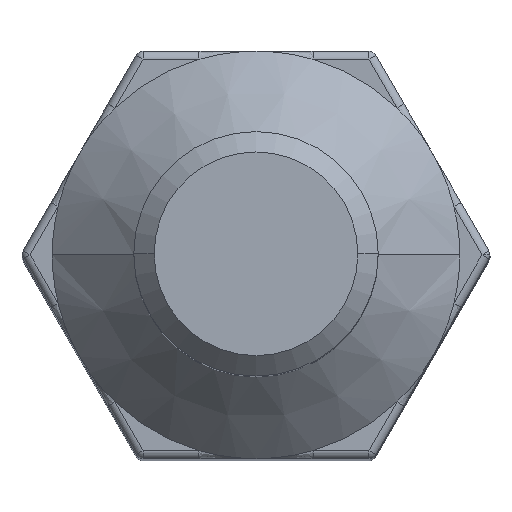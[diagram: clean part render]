
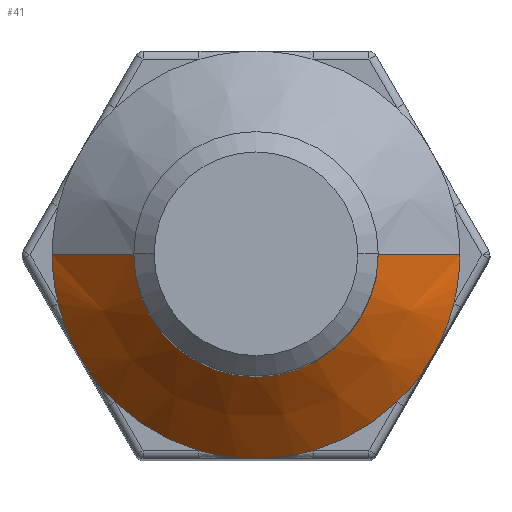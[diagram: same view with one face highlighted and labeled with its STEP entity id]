
A CAD part, top view. The second image highlights one B-rep face of the part: STEP entity #41.
In plain terms, the highlighted conical face has half-angle 45 degrees and reference radius 1.5 mm.
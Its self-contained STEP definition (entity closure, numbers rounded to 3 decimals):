
#7 = AXIS2_PLACEMENT_3D ( 'NONE', #187, #1418, #349 ) ;
#11 = CARTESIAN_POINT ( 'NONE',  ( 2.428, -0.594, 0. ) ) ;
#41 = ADVANCED_FACE ( 'NONE', ( #1693 ), #1668, .T. ) ;
#68 = AXIS2_PLACEMENT_3D ( 'NONE', #849, #2138, #1036 ) ;
#71 = AXIS2_PLACEMENT_3D ( 'NONE', #1509, #419, #1726 ) ;
#73 = CIRCLE ( 'NONE', #86, 2.5 ) ;
#86 = AXIS2_PLACEMENT_3D ( 'NONE', #1470, #1463, #1456 ) ;
#92 = CARTESIAN_POINT ( 'NONE',  ( 2.165, -1.25, 0. ) ) ;
#148 = DIRECTION ( 'NONE',  ( -1., 0., 0. ) ) ;
#174 = AXIS2_PLACEMENT_3D ( 'NONE', #1831, #668, #1997 ) ;
#186 = DIRECTION ( 'NONE',  ( -1., 0., 0. ) ) ;
#187 = CARTESIAN_POINT ( 'NONE',  ( 0., 0., 0. ) ) ;
#189 = AXIS2_PLACEMENT_3D ( 'NONE', #1610, #504, #1824 ) ;
#203 = AXIS2_PLACEMENT_3D ( 'NONE', #623, #1954, #802 ) ;
#216 = AXIS2_PLACEMENT_3D ( 'NONE', #1362, #305, #1550 ) ;
#218 = VECTOR ( 'NONE', #1011, 1000. ) ;
#220 = LINE ( 'NONE', #951, #218 ) ;
#230 = CARTESIAN_POINT ( 'NONE',  ( 0.7, -2.4, 0. ) ) ;
#234 = AXIS2_PLACEMENT_3D ( 'NONE', #2238, #1189, #148 ) ;
#270 = CIRCLE ( 'NONE', #704, 2.5 ) ;
#305 = DIRECTION ( 'NONE',  ( 0., 0., 1. ) ) ;
#327 = DIRECTION ( 'NONE',  ( 0., 0., -1. ) ) ;
#349 = DIRECTION ( 'NONE',  ( 1., 0., 0. ) ) ;
#359 = CARTESIAN_POINT ( 'NONE',  ( -2.5, 0., 0. ) ) ;
#419 = DIRECTION ( 'NONE',  ( 0., 0., 1. ) ) ;
#504 = DIRECTION ( 'NONE',  ( 0., 0., 1. ) ) ;
#526 = CARTESIAN_POINT ( 'NONE',  ( -2.165, -1.25, 0. ) ) ;
#597 = AXIS2_PLACEMENT_3D ( 'NONE', #1022, #327, #186 ) ;
#623 = CARTESIAN_POINT ( 'NONE',  ( 0., 0., 0. ) ) ;
#668 = DIRECTION ( 'NONE',  ( 0., 0., 1. ) ) ;
#704 = AXIS2_PLACEMENT_3D ( 'NONE', #1343, #1335, #1326 ) ;
#741 = AXIS2_PLACEMENT_3D ( 'NONE', #1987, #839, #2130 ) ;
#766 = CARTESIAN_POINT ( 'NONE',  ( -1.5, 0., 1. ) ) ;
#802 = DIRECTION ( 'NONE',  ( 1., 0., 0. ) ) ;
#839 = DIRECTION ( 'NONE',  ( 0., 0., 1. ) ) ;
#849 = CARTESIAN_POINT ( 'NONE',  ( 0., 0., 0. ) ) ;
#878 = CARTESIAN_POINT ( 'NONE',  ( 0., -2.5, 0. ) ) ;
#951 = CARTESIAN_POINT ( 'NONE',  ( 1.5, 0., 1. ) ) ;
#1011 = DIRECTION ( 'NONE',  ( 0.707, 0., -0.707 ) ) ;
#1022 = CARTESIAN_POINT ( 'NONE',  ( 0., 0., 1. ) ) ;
#1036 = DIRECTION ( 'NONE',  ( 1., 0., 0. ) ) ;
#1052 = CARTESIAN_POINT ( 'NONE',  ( -0.7, -2.4, 0. ) ) ;
#1066 = ORIENTED_EDGE ( 'NONE', *, *, #1417, .F. ) ;
#1067 = ORIENTED_EDGE ( 'NONE', *, *, #1591, .T. ) ;
#1084 = ORIENTED_EDGE ( 'NONE', *, *, #1512, .T. ) ;
#1087 = ORIENTED_EDGE ( 'NONE', *, *, #1458, .T. ) ;
#1088 = ORIENTED_EDGE ( 'NONE', *, *, #1583, .T. ) ;
#1094 = ORIENTED_EDGE ( 'NONE', *, *, #1578, .T. ) ;
#1124 = ORIENTED_EDGE ( 'NONE', *, *, #1682, .T. ) ;
#1148 = ORIENTED_EDGE ( 'NONE', *, *, #1660, .T. ) ;
#1175 = ORIENTED_EDGE ( 'NONE', *, *, #1687, .T. ) ;
#1181 = ORIENTED_EDGE ( 'NONE', *, *, #1696, .T. ) ;
#1183 = ORIENTED_EDGE ( 'NONE', *, *, #1700, .T. ) ;
#1188 = ORIENTED_EDGE ( 'NONE', *, *, #1402, .T. ) ;
#1189 = DIRECTION ( 'NONE',  ( 0., 0., -1. ) ) ;
#1210 = ORIENTED_EDGE ( 'NONE', *, *, #1499, .T. ) ;
#1247 = CARTESIAN_POINT ( 'NONE',  ( -2.428, -0.594, 0. ) ) ;
#1321 = DIRECTION ( 'NONE',  ( -0.707, 0., -0.707 ) ) ;
#1326 = DIRECTION ( 'NONE',  ( 1., 0., 0. ) ) ;
#1335 = DIRECTION ( 'NONE',  ( 0., 0., 1. ) ) ;
#1343 = CARTESIAN_POINT ( 'NONE',  ( 0., 0., 0. ) ) ;
#1362 = CARTESIAN_POINT ( 'NONE',  ( 0., 0., 0. ) ) ;
#1402 = EDGE_CURVE ( 'NONE', #2118, #1902, #270, .T. ) ;
#1417 = EDGE_CURVE ( 'NONE', #1875, #2225, #220, .T. ) ;
#1418 = DIRECTION ( 'NONE',  ( 0., 0., 1. ) ) ;
#1434 = CARTESIAN_POINT ( 'NONE',  ( -1.5, 0., 1. ) ) ;
#1441 = CARTESIAN_POINT ( 'NONE',  ( 1.5, 0., 1. ) ) ;
#1456 = DIRECTION ( 'NONE',  ( 1., 0., 0. ) ) ;
#1458 = EDGE_CURVE ( 'NONE', #1813, #1816, #73, .T. ) ;
#1463 = DIRECTION ( 'NONE',  ( 0., 0., 1. ) ) ;
#1470 = CARTESIAN_POINT ( 'NONE',  ( 0., 0., 0. ) ) ;
#1499 = EDGE_CURVE ( 'NONE', #1902, #2225, #2236, .T. ) ;
#1509 = CARTESIAN_POINT ( 'NONE',  ( 0., 0., 0. ) ) ;
#1512 = EDGE_CURVE ( 'NONE', #1830, #1813, #1903, .T. ) ;
#1550 = DIRECTION ( 'NONE',  ( 1., 0., 0. ) ) ;
#1578 = EDGE_CURVE ( 'NONE', #1821, #1818, #1794, .T. ) ;
#1583 = EDGE_CURVE ( 'NONE', #1816, #1821, #1825, .T. ) ;
#1591 = EDGE_CURVE ( 'NONE', #1875, #1830, #1783, .T. ) ;
#1610 = CARTESIAN_POINT ( 'NONE',  ( 0., 0., 0. ) ) ;
#1639 = CARTESIAN_POINT ( 'NONE',  ( -1.728, -1.806, 0. ) ) ;
#1660 = EDGE_CURVE ( 'NONE', #1818, #1823, #1755, .T. ) ;
#1668 = CONICAL_SURFACE ( 'NONE', #597, 1.5, 0.785 ) ;
#1682 = EDGE_CURVE ( 'NONE', #1823, #1846, #1694, .T. ) ;
#1687 = EDGE_CURVE ( 'NONE', #1846, #2029, #1718, .T. ) ;
#1690 = CIRCLE ( 'NONE', #174, 2.5 ) ;
#1692 = CIRCLE ( 'NONE', #7, 2.5 ) ;
#1693 = FACE_OUTER_BOUND ( 'NONE', #1975, .T. ) ;
#1694 = CIRCLE ( 'NONE', #189, 2.5 ) ;
#1696 = EDGE_CURVE ( 'NONE', #2029, #2092, #1692, .T. ) ;
#1700 = EDGE_CURVE ( 'NONE', #2092, #2118, #1690, .T. ) ;
#1718 = CIRCLE ( 'NONE', #68, 2.5 ) ;
#1726 = DIRECTION ( 'NONE',  ( 1., 0., 0. ) ) ;
#1755 = CIRCLE ( 'NONE', #741, 2.5 ) ;
#1783 = CIRCLE ( 'NONE', #234, 1.5 ) ;
#1794 = CIRCLE ( 'NONE', #216, 2.5 ) ;
#1813 = VERTEX_POINT ( 'NONE', #359 ) ;
#1816 = VERTEX_POINT ( 'NONE', #1247 ) ;
#1818 = VERTEX_POINT ( 'NONE', #1639 ) ;
#1821 = VERTEX_POINT ( 'NONE', #526 ) ;
#1823 = VERTEX_POINT ( 'NONE', #1052 ) ;
#1824 = DIRECTION ( 'NONE',  ( 1., 0., 0. ) ) ;
#1825 = CIRCLE ( 'NONE', #203, 2.5 ) ;
#1830 = VERTEX_POINT ( 'NONE', #1434 ) ;
#1831 = CARTESIAN_POINT ( 'NONE',  ( 0., 0., 0. ) ) ;
#1846 = VERTEX_POINT ( 'NONE', #878 ) ;
#1875 = VERTEX_POINT ( 'NONE', #1441 ) ;
#1902 = VERTEX_POINT ( 'NONE', #11 ) ;
#1903 = LINE ( 'NONE', #766, #1943 ) ;
#1912 = CARTESIAN_POINT ( 'NONE',  ( 1.728, -1.806, 0. ) ) ;
#1943 = VECTOR ( 'NONE', #1321, 1000. ) ;
#1954 = DIRECTION ( 'NONE',  ( 0., 0., 1. ) ) ;
#1975 = EDGE_LOOP ( 'NONE', ( #1066, #1067, #1084, #1087, #1088, #1094, #1148, #1124, #1175, #1181, #1183, #1188, #1210 ) ) ;
#1987 = CARTESIAN_POINT ( 'NONE',  ( 0., 0., 0. ) ) ;
#1997 = DIRECTION ( 'NONE',  ( 1., 0., 0. ) ) ;
#2029 = VERTEX_POINT ( 'NONE', #230 ) ;
#2092 = VERTEX_POINT ( 'NONE', #1912 ) ;
#2118 = VERTEX_POINT ( 'NONE', #92 ) ;
#2130 = DIRECTION ( 'NONE',  ( 1., 0., 0. ) ) ;
#2138 = DIRECTION ( 'NONE',  ( 0., 0., 1. ) ) ;
#2206 = CARTESIAN_POINT ( 'NONE',  ( 2.5, 0., 0. ) ) ;
#2225 = VERTEX_POINT ( 'NONE', #2206 ) ;
#2236 = CIRCLE ( 'NONE', #71, 2.5 ) ;
#2238 = CARTESIAN_POINT ( 'NONE',  ( 0., 0., 1. ) ) ;
